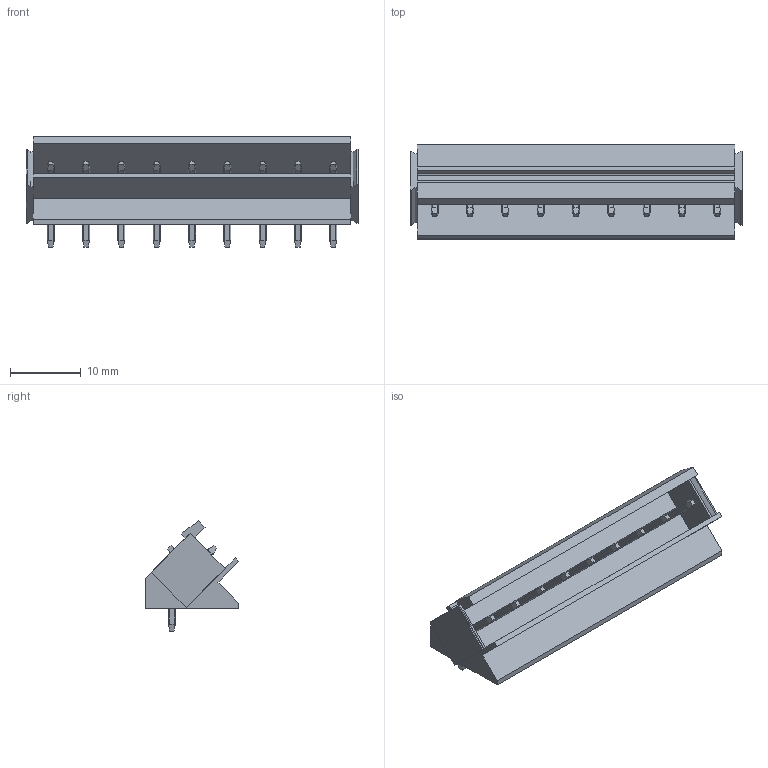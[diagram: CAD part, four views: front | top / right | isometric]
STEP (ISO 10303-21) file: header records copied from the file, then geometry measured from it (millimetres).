
FILE_DESCRIPTION(('CATIA V5 STEP Exchange','CAx-IF Rec.Pracs.--- Model Styling and Organization---1.2---2011-12-15'),'2;1');
FILE_NAME ('D1453874_0_1630550000_1630550000.stp','2018-10-13T03:36:43+00:00',('none'),('Weidmueller'),'CATIA Version 5-6 Release 2014','CATIA V5 STEP AP214','none');
FILE_SCHEMA(('AUTOMOTIVE_DESIGN { 1 0 10303 214 1 1 1 1 }'));
Length unit declared in the file: millimetre
Products named in the file (1): 1630550000
Bounding box: 47 x 13.3 x 15.63 mm (x, y, z)
Volume: 2786 mm3; surface area: 3853.7 mm2
Topology: 10 solids, 10 shells, 384 faces, 1016 edges, 652 vertices
Faces by surface type: plane 238, cylinder 146
Entity records: 13719 total; most frequent: CARTESIAN_POINT 5100, ORIENTED_EDGE 2032, DIRECTION 1326, EDGE_CURVE 1016, VECTOR 724, LINE 724, VERTEX_POINT 652, EDGE_LOOP 402
